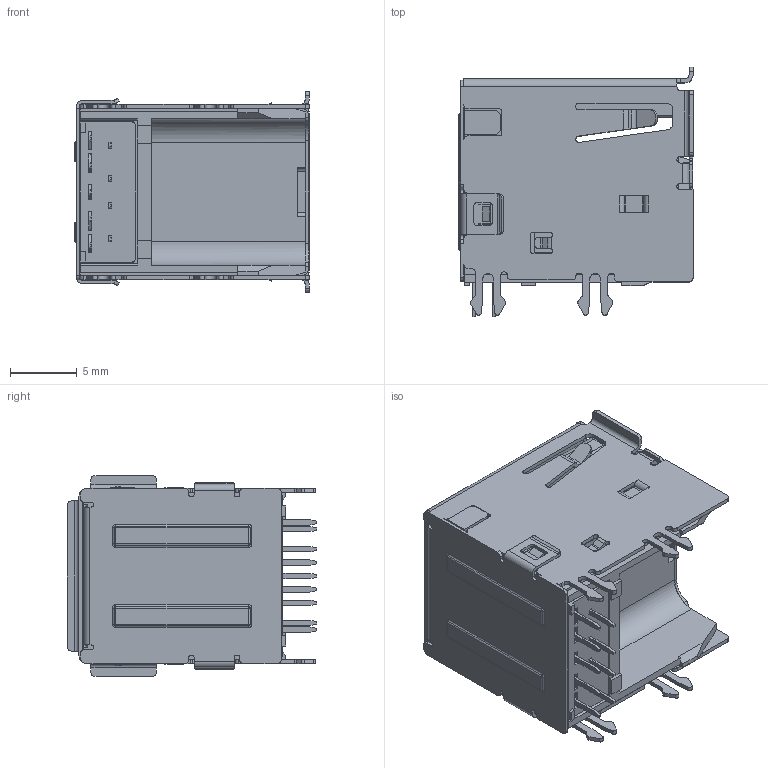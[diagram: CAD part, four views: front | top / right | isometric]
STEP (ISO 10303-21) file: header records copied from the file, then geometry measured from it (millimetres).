
FILE_DESCRIPTION((''),'2;1');
FILE_NAME('1','2022-07-19T14:37:55',('Administrator'),(''),'CREO PARAMETRIC BY PTC INC, 2018050','CREO PARAMETRIC BY PTC INC, 2018050','');
FILE_SCHEMA(('CONFIG_CONTROL_DESIGN'));
Length unit declared in the file: millimetre
Products named in the file (1): 1
Bounding box: 17.53 x 18.59 x 15 mm (x, y, z)
Volume: 1776.8 mm3; surface area: 5577.8 mm2
Topology: 1 solids, 1 shells, 1610 faces, 4787 edges, 3132 vertices
Faces by surface type: plane 1090, cylinder 480, torus 22, sphere 16, cone 2
Entity records: 53975 total; most frequent: CARTESIAN_POINT 9950, ORIENTED_EDGE 9542, DIRECTION 8849, EDGE_CURVE 4771, VECTOR 3687, LINE 3687, VERTEX_POINT 3132, AXIS2_PLACEMENT_3D 2581
